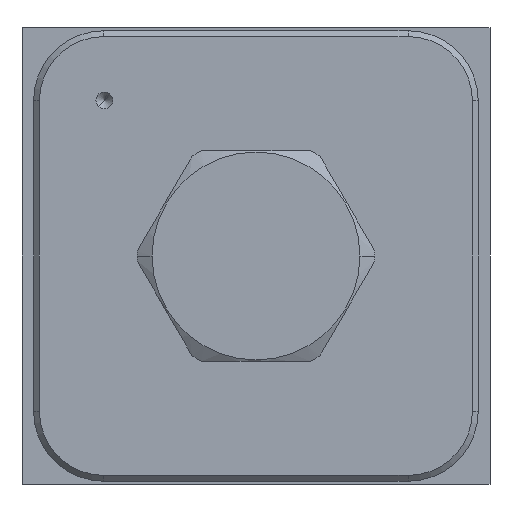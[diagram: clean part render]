
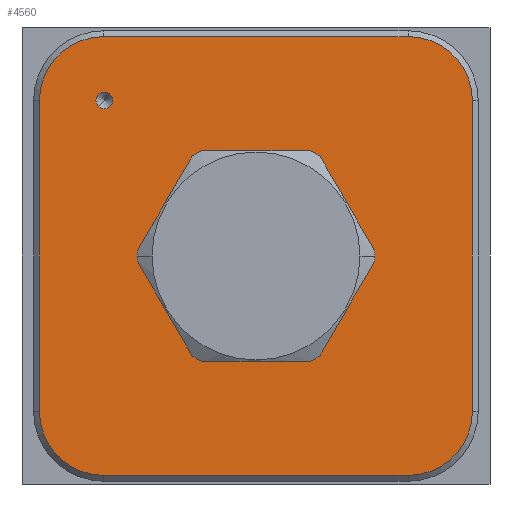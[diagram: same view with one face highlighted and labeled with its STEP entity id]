
A CAD part, front view. The second image highlights one B-rep face of the part: STEP entity #4560.
In plain terms, the highlighted planar face has unit normal (0, -1, 0).
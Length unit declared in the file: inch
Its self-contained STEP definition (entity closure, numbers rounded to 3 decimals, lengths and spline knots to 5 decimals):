
#524=CARTESIAN_POINT('',(2.062,-4.25,2.047));
#525=DIRECTION('',(0.,1.,0.));
#526=DIRECTION('',(0.,0.,1.));
#527=AXIS2_PLACEMENT_3D('',#524,#525,#526);
#538=CARTESIAN_POINT('',(1.25,-4.25,1.219));
#539=DIRECTION('',(0.,1.,0.));
#540=DIRECTION('',(0.,0.,-1.));
#541=AXIS2_PLACEMENT_3D('',#538,#539,#540);
#543=CARTESIAN_POINT('',(1.25,-4.25,1.219));
#544=DIRECTION('',(0.,1.,0.));
#545=DIRECTION('',(0.,0.,1.));
#546=AXIS2_PLACEMENT_3D('',#543,#544,#545);
#548=CARTESIAN_POINT('',(0.44,-4.25,2.05));
#549=DIRECTION('',(0.,1.,0.));
#550=DIRECTION('',(-0.643,0.,-0.766));
#551=AXIS2_PLACEMENT_3D('',#548,#549,#550);
#553=CARTESIAN_POINT('',(0.44,-4.25,2.05));
#554=DIRECTION('',(0.,1.,0.));
#555=DIRECTION('',(0.643,0.,0.766));
#556=AXIS2_PLACEMENT_3D('',#553,#554,#555);
#3880=DIRECTION('',(0.,0.,-1.));
#3881=VECTOR('',#3880,1.656);
#3882=CARTESIAN_POINT('',(2.406,-4.25,2.047));
#3883=LINE('',#3882,#3881);
#3900=CARTESIAN_POINT('',(2.062,-4.25,0.391));
#3901=DIRECTION('',(0.,1.,0.));
#3902=DIRECTION('',(1.,0.,0.));
#3903=AXIS2_PLACEMENT_3D('',#3900,#3901,#3902);
#3918=DIRECTION('',(-1.,0.,0.));
#3919=VECTOR('',#3918,1.625);
#3920=CARTESIAN_POINT('',(2.062,-4.25,0.047));
#3921=LINE('',#3920,#3919);
#3934=CARTESIAN_POINT('',(0.437,-4.25,0.391));
#3935=DIRECTION('',(0.,1.,0.));
#3936=DIRECTION('',(0.,0.,-1.));
#3937=AXIS2_PLACEMENT_3D('',#3934,#3935,#3936);
#3948=DIRECTION('',(0.,0.,1.));
#3949=VECTOR('',#3948,1.656);
#3950=CARTESIAN_POINT('',(0.093,-4.25,0.391));
#3951=LINE('',#3950,#3949);
#3968=CARTESIAN_POINT('',(0.437,-4.25,2.047));
#3969=DIRECTION('',(0.,1.,0.));
#3970=DIRECTION('',(-1.,0.,0.));
#3971=AXIS2_PLACEMENT_3D('',#3968,#3969,#3970);
#3982=DIRECTION('',(1.,0.,0.));
#3983=VECTOR('',#3982,1.625);
#3984=CARTESIAN_POINT('',(0.437,-4.25,2.391));
#3985=LINE('',#3984,#3983);
#4187=CARTESIAN_POINT('',(1.25,-4.25,0.679));
#4188=CARTESIAN_POINT('',(1.25,-4.25,1.759));
#4189=VERTEX_POINT('',#4187);
#4190=VERTEX_POINT('',#4188);
#4235=CARTESIAN_POINT('',(2.062,-4.25,0.047));
#4236=CARTESIAN_POINT('',(0.437,-4.25,0.047));
#4237=VERTEX_POINT('',#4235);
#4238=VERTEX_POINT('',#4236);
#4243=CARTESIAN_POINT('',(0.093,-4.25,0.391));
#4244=VERTEX_POINT('',#4243);
#4247=CARTESIAN_POINT('',(0.093,-4.25,2.047));
#4248=VERTEX_POINT('',#4247);
#4251=CARTESIAN_POINT('',(0.437,-4.25,2.391));
#4252=VERTEX_POINT('',#4251);
#4255=CARTESIAN_POINT('',(2.062,-4.25,2.391));
#4256=VERTEX_POINT('',#4255);
#4259=CARTESIAN_POINT('',(2.406,-4.25,2.047));
#4260=VERTEX_POINT('',#4259);
#4263=CARTESIAN_POINT('',(2.406,-4.25,0.391));
#4264=VERTEX_POINT('',#4263);
#4267=CARTESIAN_POINT('',(0.41107,-4.25,2.01553));
#4268=CARTESIAN_POINT('',(0.46893,-4.25,2.08447));
#4269=VERTEX_POINT('',#4267);
#4270=VERTEX_POINT('',#4268);
#4526=CARTESIAN_POINT('',(0.,-4.25,0.));
#4527=DIRECTION('',(0.,-1.,0.));
#4528=DIRECTION('',(1.,0.,0.));
#4529=AXIS2_PLACEMENT_3D('',#4526,#4527,#4528);
#4530=PLANE('',#4529);
#4531=ORIENTED_EDGE('',*,*,#4516,.T.);
#4533=ORIENTED_EDGE('',*,*,#4532,.T.);
#4535=ORIENTED_EDGE('',*,*,#4534,.T.);
#4537=ORIENTED_EDGE('',*,*,#4536,.T.);
#4539=ORIENTED_EDGE('',*,*,#4538,.T.);
#4541=ORIENTED_EDGE('',*,*,#4540,.T.);
#4543=ORIENTED_EDGE('',*,*,#4542,.T.);
#4545=ORIENTED_EDGE('',*,*,#4544,.T.);
#4546=EDGE_LOOP('',(#4531,#4533,#4535,#4537,#4539,#4541,#4543,#4545));
#4547=FACE_OUTER_BOUND('',#4546,.F.);
#4549=ORIENTED_EDGE('',*,*,#4548,.F.);
#4551=ORIENTED_EDGE('',*,*,#4550,.F.);
#4552=EDGE_LOOP('',(#4549,#4551));
#4553=FACE_BOUND('',#4552,.F.);
#4555=ORIENTED_EDGE('',*,*,#4554,.F.);
#4557=ORIENTED_EDGE('',*,*,#4556,.F.);
#4558=EDGE_LOOP('',(#4555,#4557));
#4559=FACE_BOUND('',#4558,.F.);
#4560=ADVANCED_FACE('',(#4547,#4553,#4559),#4530,.T.);
#528=CIRCLE('',#527,0.344);
#542=CIRCLE('',#541,0.54);
#547=CIRCLE('',#546,0.54);
#552=CIRCLE('',#551,0.045);
#557=CIRCLE('',#556,0.045);
#3904=CIRCLE('',#3903,0.344);
#3938=CIRCLE('',#3937,0.344);
#3972=CIRCLE('',#3971,0.344);
#4516=EDGE_CURVE('',#4256,#4260,#528,.T.);
#4532=EDGE_CURVE('',#4260,#4264,#3883,.T.);
#4534=EDGE_CURVE('',#4264,#4237,#3904,.T.);
#4536=EDGE_CURVE('',#4237,#4238,#3921,.T.);
#4538=EDGE_CURVE('',#4238,#4244,#3938,.T.);
#4540=EDGE_CURVE('',#4244,#4248,#3951,.T.);
#4542=EDGE_CURVE('',#4248,#4252,#3972,.T.);
#4544=EDGE_CURVE('',#4252,#4256,#3985,.T.);
#4548=EDGE_CURVE('',#4189,#4190,#542,.T.);
#4550=EDGE_CURVE('',#4190,#4189,#547,.T.);
#4554=EDGE_CURVE('',#4269,#4270,#552,.T.);
#4556=EDGE_CURVE('',#4270,#4269,#557,.T.);
